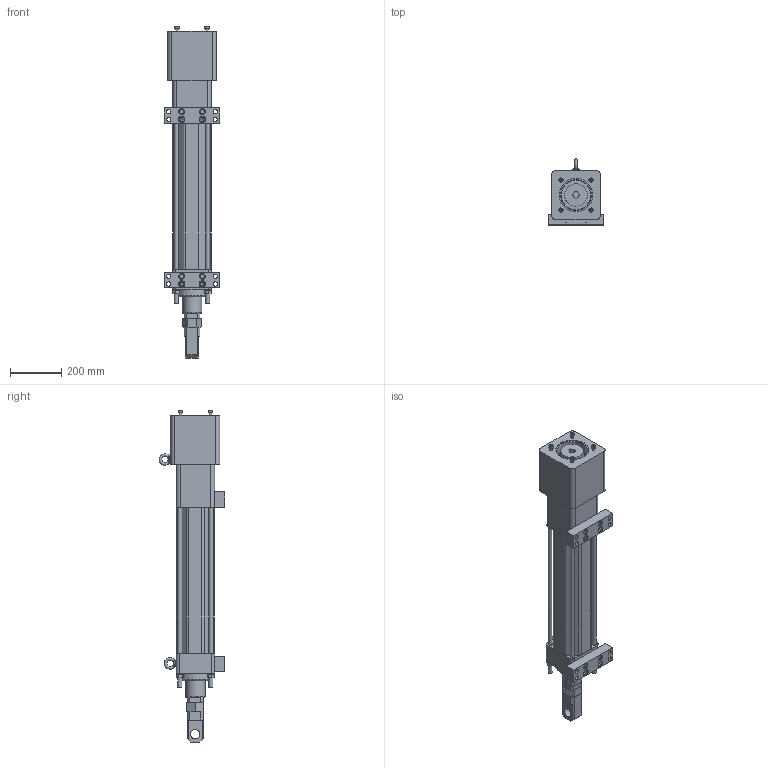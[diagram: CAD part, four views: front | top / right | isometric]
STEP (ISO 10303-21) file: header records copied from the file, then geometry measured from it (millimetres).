
FILE_DESCRIPTION (( 'STEP AP203' ), '1' );
FILE_NAME ('RS-476855-1.step', '2024-12-16T13:40:08', ( '' ), ( '' ), 'SwSTEP 2.0', 'SolidWorks 2024', '' );
FILE_SCHEMA (( 'CONFIG_CONTROL_DESIGN' ));
Length unit declared in the file: inch
Products named in the file (5): RS-476855-1; Base_RS-476855-1; tempJoin0_21719507_RS-476855-1; tempJoin0_21719017_RS-476855-1; 21719013_RS-476855-1
Assembly tree (4 placements, depth 2):
  RS-476855-1
    tempJoin0_21719017_RS-476855-1
    tempJoin0_21719507_RS-476855-1
    21719013_RS-476855-1
    Base_RS-476855-1
Bounding box: 215 x 255.72 x 1290.87 mm (x, y, z)
Volume: 20562007.9 mm3; surface area: 1759343.9 mm2
Topology: 5 solids, 23 shells, 897 faces, 1988 edges, 1246 vertices
Faces by surface type: plane 536, cylinder 212, cone 121, torus 15, bspline 12, sphere 1
Full cylindrical faces by diameter (mm): 3.175 x2, 4.762 x1, 6.528 x4, 7.9 x1, 8 x1, 8.02 x2, 8.499 x4, 8.5 x6, 10 x4, 10.025 x4, 10.16 x6, 12 x4, 13.835 x2, 14 x4, 15.875 x9, 16 x8, 16.5 x6, 16.66 x4, 16.662 x8, 20 x8, 20.013 x4, 21 x4, 22.2 x4, 24 x4, 25 x2, 25.4 x6, 25.527 x4, 31.75 x1, 36 x1, 36.513 x2
Entity records: 24909 total; most frequent: CARTESIAN_POINT 5878, DIRECTION 4004, ORIENTED_EDGE 3260, EDGE_CURVE 1630, AXIS2_PLACEMENT_3D 1568, EDGE_LOOP 1292, VERTEX_POINT 1142, FACE_OUTER_BOUND 1056
